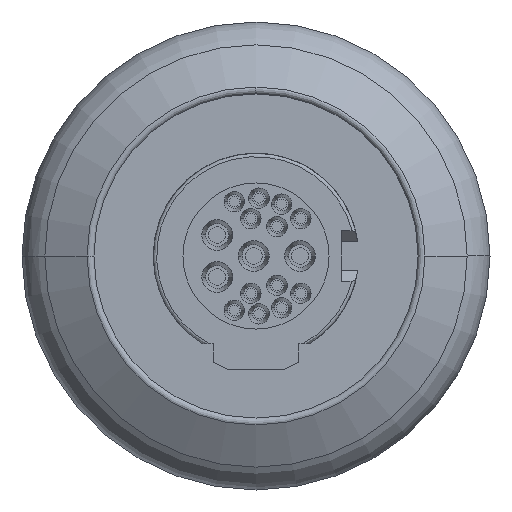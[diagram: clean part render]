
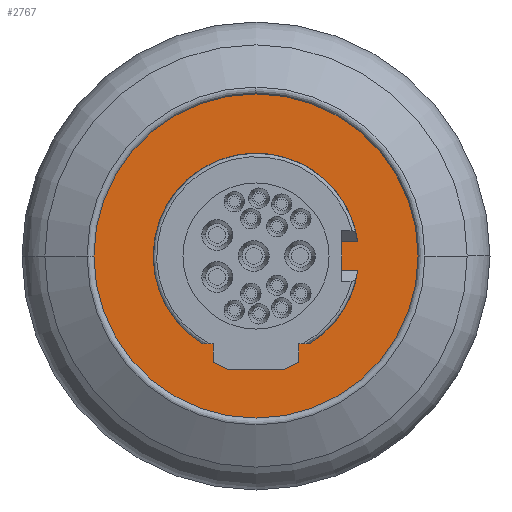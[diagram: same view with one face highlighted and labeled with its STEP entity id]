
A CAD part, left-side view. The second image highlights one B-rep face of the part: STEP entity #2767.
In plain terms, the highlighted planar face has unit normal (-1, 0, 0).
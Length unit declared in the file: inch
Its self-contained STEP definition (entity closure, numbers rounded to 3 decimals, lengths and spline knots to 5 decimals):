
#266=DIRECTION('',(0.,0.,1.));
#267=VECTOR('',#266,0.08);
#268=CARTESIAN_POINT('',(0.22,-0.1875,-0.465));
#269=LINE('',#268,#267);
#274=CARTESIAN_POINT('',(0.22,0.,0.));
#275=DIRECTION('',(-1.,0.,0.));
#276=DIRECTION('',(0.,0.,1.));
#277=AXIS2_PLACEMENT_3D('',#274,#275,#276);
#279=CARTESIAN_POINT('',(0.22,0.,0.));
#280=DIRECTION('',(-1.,0.,0.));
#281=DIRECTION('',(0.,0.,-1.));
#282=AXIS2_PLACEMENT_3D('',#279,#280,#281);
#1076=CARTESIAN_POINT('',(0.22,0.,0.));
#1077=DIRECTION('',(-1.,0.,0.));
#1078=DIRECTION('',(0.,-0.518,-0.856));
#1079=AXIS2_PLACEMENT_3D('',#1076,#1077,#1078);
#1081=DIRECTION('',(0.,1.,0.));
#1082=VECTOR('',#1081,0.04547);
#1083=CARTESIAN_POINT('',(0.22,-0.23297,-0.385));
#1084=LINE('',#1083,#1082);
#1133=DIRECTION('',(0.,0.,-1.));
#1134=VECTOR('',#1133,0.128);
#1135=CARTESIAN_POINT('',(0.22,-0.375,0.064));
#1136=LINE('',#1135,#1134);
#1153=DIRECTION('',(0.,-1.,0.));
#1154=VECTOR('',#1153,0.07043);
#1155=CARTESIAN_POINT('',(0.22,-0.375,-0.064));
#1156=LINE('',#1155,#1154);
#1174=CARTESIAN_POINT('',(0.22,0.,0.));
#1175=DIRECTION('',(-1.,0.,0.));
#1176=DIRECTION('',(0.,-0.99,0.142));
#1177=AXIS2_PLACEMENT_3D('',#1174,#1175,#1176);
#1179=DIRECTION('',(0.,1.,0.));
#1180=VECTOR('',#1179,0.07043);
#1181=CARTESIAN_POINT('',(0.22,-0.44543,0.064));
#1182=LINE('',#1181,#1180);
#1226=DIRECTION('',(0.,1.,0.));
#1227=VECTOR('',#1226,0.04547);
#1228=CARTESIAN_POINT('',(0.22,0.1875,-0.385));
#1229=LINE('',#1228,#1227);
#1238=DIRECTION('',(0.,0.,-1.));
#1239=VECTOR('',#1238,0.08);
#1240=CARTESIAN_POINT('',(0.22,0.1875,-0.385));
#1241=LINE('',#1240,#1239);
#1246=DIRECTION('',(0.,0.902,0.433));
#1247=VECTOR('',#1246,0.06933);
#1248=CARTESIAN_POINT('',(0.22,0.125,-0.495));
#1249=LINE('',#1248,#1247);
#1254=DIRECTION('',(0.,1.,0.));
#1255=VECTOR('',#1254,0.25);
#1256=CARTESIAN_POINT('',(0.22,-0.125,-0.495));
#1257=LINE('',#1256,#1255);
#1262=DIRECTION('',(0.,0.902,-0.433));
#1263=VECTOR('',#1262,0.06933);
#1264=CARTESIAN_POINT('',(0.22,-0.1875,-0.465));
#1265=LINE('',#1264,#1263);
#1961=CARTESIAN_POINT('',(0.22,0.,0.71));
#1962=CARTESIAN_POINT('',(0.22,0.,-0.71));
#1963=VERTEX_POINT('',#1961);
#1964=VERTEX_POINT('',#1962);
#2450=CARTESIAN_POINT('',(0.22,-0.23297,-0.385));
#2451=CARTESIAN_POINT('',(0.22,-0.44543,-0.064));
#2452=VERTEX_POINT('',#2450);
#2453=VERTEX_POINT('',#2451);
#2454=CARTESIAN_POINT('',(0.22,-0.44543,0.064));
#2455=CARTESIAN_POINT('',(0.22,0.23297,-0.385));
#2456=VERTEX_POINT('',#2454);
#2457=VERTEX_POINT('',#2455);
#2458=CARTESIAN_POINT('',(0.22,-0.1875,-0.385));
#2459=VERTEX_POINT('',#2458);
#2460=CARTESIAN_POINT('',(0.22,0.1875,-0.385));
#2461=VERTEX_POINT('',#2460);
#2462=CARTESIAN_POINT('',(0.22,-0.375,0.064));
#2463=VERTEX_POINT('',#2462);
#2464=CARTESIAN_POINT('',(0.22,-0.375,-0.064));
#2465=VERTEX_POINT('',#2464);
#2466=CARTESIAN_POINT('',(0.22,0.1875,-0.465));
#2467=VERTEX_POINT('',#2466);
#2468=CARTESIAN_POINT('',(0.22,-0.1875,-0.465));
#2469=VERTEX_POINT('',#2468);
#2470=CARTESIAN_POINT('',(0.22,-0.125,-0.495));
#2471=VERTEX_POINT('',#2470);
#2472=CARTESIAN_POINT('',(0.22,0.125,-0.495));
#2473=VERTEX_POINT('',#2472);
#2731=CARTESIAN_POINT('',(0.22,0.,0.));
#2732=DIRECTION('',(-1.,0.,0.));
#2733=DIRECTION('',(0.,0.,1.));
#2734=AXIS2_PLACEMENT_3D('',#2731,#2732,#2733);
#2735=PLANE('',#2734);
#2737=ORIENTED_EDGE('',*,*,#2736,.F.);
#2739=ORIENTED_EDGE('',*,*,#2738,.F.);
#2740=EDGE_LOOP('',(#2737,#2739));
#2741=FACE_OUTER_BOUND('',#2740,.F.);
#2743=ORIENTED_EDGE('',*,*,#2742,.T.);
#2745=ORIENTED_EDGE('',*,*,#2744,.F.);
#2747=ORIENTED_EDGE('',*,*,#2746,.F.);
#2749=ORIENTED_EDGE('',*,*,#2748,.F.);
#2751=ORIENTED_EDGE('',*,*,#2750,.T.);
#2753=ORIENTED_EDGE('',*,*,#2752,.F.);
#2755=ORIENTED_EDGE('',*,*,#2754,.T.);
#2757=ORIENTED_EDGE('',*,*,#2756,.F.);
#2759=ORIENTED_EDGE('',*,*,#2758,.F.);
#2761=ORIENTED_EDGE('',*,*,#2760,.F.);
#2762=ORIENTED_EDGE('',*,*,#2721,.T.);
#2764=ORIENTED_EDGE('',*,*,#2763,.F.);
#2765=EDGE_LOOP('',(#2743,#2745,#2747,#2749,#2751,#2753,#2755,#2757,#2759,#2761,
#2762,#2764));
#2766=FACE_BOUND('',#2765,.F.);
#2767=ADVANCED_FACE('',(#2741,#2766),#2735,.T.);
#278=CIRCLE('',#277,0.71);
#283=CIRCLE('',#282,0.71);
#1080=CIRCLE('',#1079,0.45);
#1178=CIRCLE('',#1177,0.45);
#2721=EDGE_CURVE('',#2469,#2459,#269,.T.);
#2736=EDGE_CURVE('',#1963,#1964,#278,.T.);
#2738=EDGE_CURVE('',#1964,#1963,#283,.T.);
#2742=EDGE_CURVE('',#2452,#2453,#1080,.T.);
#2744=EDGE_CURVE('',#2465,#2453,#1156,.T.);
#2746=EDGE_CURVE('',#2463,#2465,#1136,.T.);
#2748=EDGE_CURVE('',#2456,#2463,#1182,.T.);
#2750=EDGE_CURVE('',#2456,#2457,#1178,.T.);
#2752=EDGE_CURVE('',#2461,#2457,#1229,.T.);
#2754=EDGE_CURVE('',#2461,#2467,#1241,.T.);
#2756=EDGE_CURVE('',#2473,#2467,#1249,.T.);
#2758=EDGE_CURVE('',#2471,#2473,#1257,.T.);
#2760=EDGE_CURVE('',#2469,#2471,#1265,.T.);
#2763=EDGE_CURVE('',#2452,#2459,#1084,.T.);
